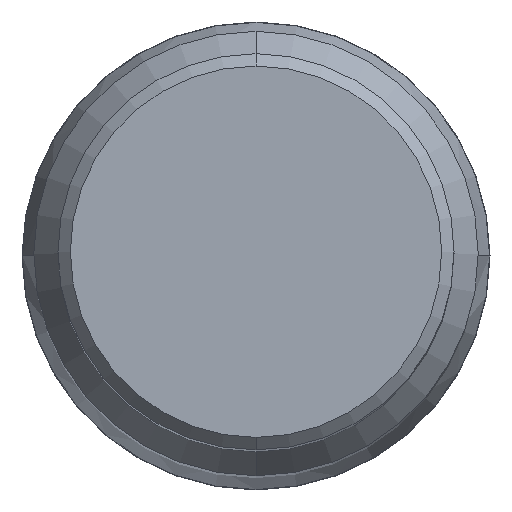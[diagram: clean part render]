
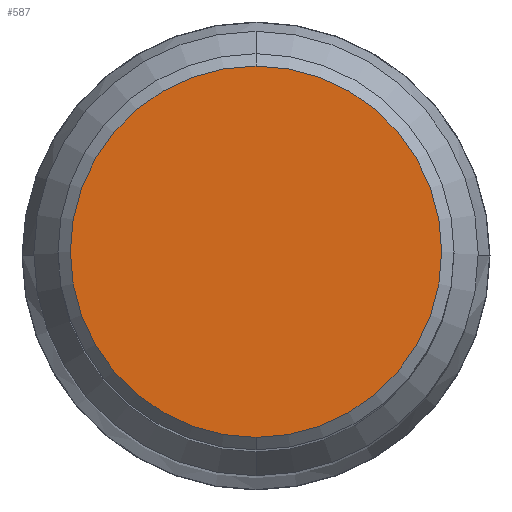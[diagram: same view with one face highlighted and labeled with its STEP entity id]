
A CAD part, top view. The second image highlights one B-rep face of the part: STEP entity #587.
In plain terms, the highlighted planar face has unit normal (0, 0, 1).
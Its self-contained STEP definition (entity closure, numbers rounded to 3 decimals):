
#395=EDGE_CURVE('',#549,#669,#906,.T.);
#549=VERTEX_POINT('',#1074);
#587=ADVANCED_FACE('',(#1114),#1115,.T.);
#669=VERTEX_POINT('',#1200);
#717=EDGE_CURVE('',#669,#549,#1255,.T.);
#906=CIRCLE('',#1587,15.0);
#1074=CARTESIAN_POINT('',(0.0,15.0,0.0));
#1114=FACE_OUTER_BOUND('',#1937,.T.);
#1115=PLANE('',#1938);
#1200=CARTESIAN_POINT('',(0.,-15.0,0.0));
#1255=CIRCLE('',#2184,15.0);
#1587=AXIS2_PLACEMENT_3D('',#2451,#2452,#2453);
#1937=EDGE_LOOP('',(#2695,#2696));
#1938=AXIS2_PLACEMENT_3D('',#2697,#2698,#2699);
#2184=AXIS2_PLACEMENT_3D('',#2857,#2858,#2859);
#2451=CARTESIAN_POINT('',(0.0,0.0,0.0));
#2452=DIRECTION('',(0.0,0.0,-1.0));
#2453=DIRECTION('',(0.0,1.0,0.0));
#2695=ORIENTED_EDGE('',*,*,#395,.F.);
#2696=ORIENTED_EDGE('',*,*,#717,.F.);
#2697=CARTESIAN_POINT('',(0.0,7.5,0.0));
#2698=DIRECTION('',(-0.0,0.0,1.0));
#2699=DIRECTION('',(0.0,-1.0,0.0));
#2857=CARTESIAN_POINT('',(0.0,0.0,0.0));
#2858=DIRECTION('',(0.0,0.0,-1.0));
#2859=DIRECTION('',(0.0,1.0,0.0));
